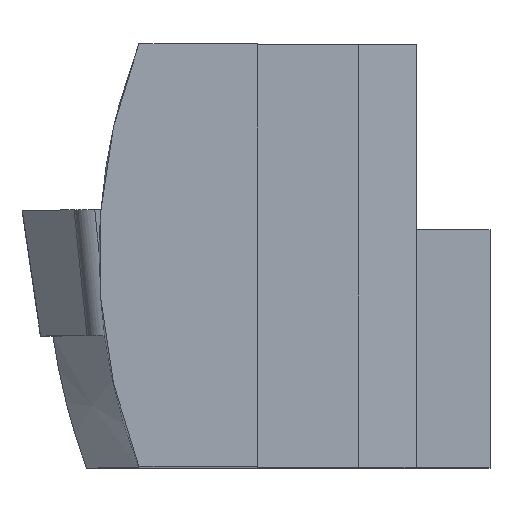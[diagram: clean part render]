
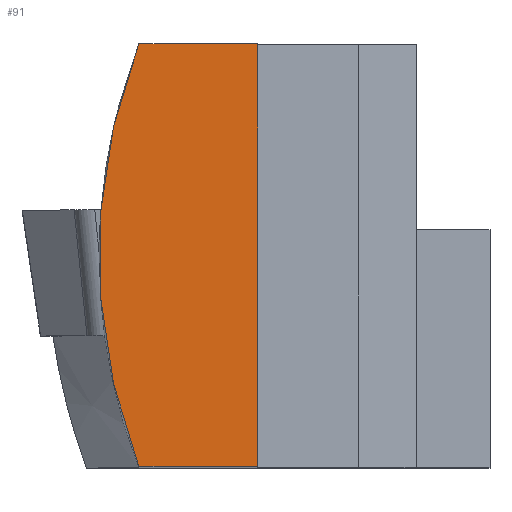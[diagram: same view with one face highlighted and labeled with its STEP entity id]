
A CAD part, top view. The second image highlights one B-rep face of the part: STEP entity #91.
In plain terms, the highlighted planar face has unit normal (0, 0, 1).
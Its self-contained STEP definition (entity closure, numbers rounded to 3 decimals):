
#35=CIRCLE('',#638,11.);
#91=ADVANCED_FACE('',(#142),#114,.T.);
#114=PLANE('',#650);
#142=FACE_OUTER_BOUND('',#172,.T.);
#172=EDGE_LOOP('',(#331,#332,#333,#334));
#331=ORIENTED_EDGE('',*,*,#424,.T.);
#332=ORIENTED_EDGE('',*,*,#470,.T.);
#333=ORIENTED_EDGE('',*,*,#460,.F.);
#334=ORIENTED_EDGE('',*,*,#454,.T.);
#365=VERTEX_POINT('',#874);
#366=VERTEX_POINT('',#876);
#387=VERTEX_POINT('',#953);
#390=VERTEX_POINT('',#971);
#424=EDGE_CURVE('',#366,#365,#493,.T.);
#454=EDGE_CURVE('',#387,#366,#35,.T.);
#460=EDGE_CURVE('',#387,#390,#515,.T.);
#470=EDGE_CURVE('',#365,#390,#525,.T.);
#493=LINE('',#875,#548);
#515=LINE('',#970,#570);
#525=LINE('',#990,#580);
#548=VECTOR('',#719,1.);
#570=VECTOR('',#777,1.);
#580=VECTOR('',#799,1.);
#638=AXIS2_PLACEMENT_3D('',#952,#764,#765);
#650=AXIS2_PLACEMENT_3D('',#992,#802,#803);
#719=DIRECTION('',(1.,0.,0.));
#764=DIRECTION('',(0.,0.,1.));
#765=DIRECTION('',(-0.932,0.364,0.));
#777=DIRECTION('',(1.,0.,0.));
#799=DIRECTION('',(0.,1.,0.));
#802=DIRECTION('',(0.,0.,1.));
#803=DIRECTION('',(1.,0.,0.));
#874=CARTESIAN_POINT('',(0.,-4.,8.5));
#875=CARTESIAN_POINT('',(-2.247,-4.,8.5));
#876=CARTESIAN_POINT('',(-2.247,-4.,8.5));
#952=CARTESIAN_POINT('',(8.,0.,8.5));
#953=CARTESIAN_POINT('',(-2.247,4.,8.5));
#970=CARTESIAN_POINT('',(-2.247,4.,8.5));
#971=CARTESIAN_POINT('',(0.,4.,8.5));
#990=CARTESIAN_POINT('',(0.,-4.,8.5));
#992=CARTESIAN_POINT('',(-3.,-4.,8.5));
